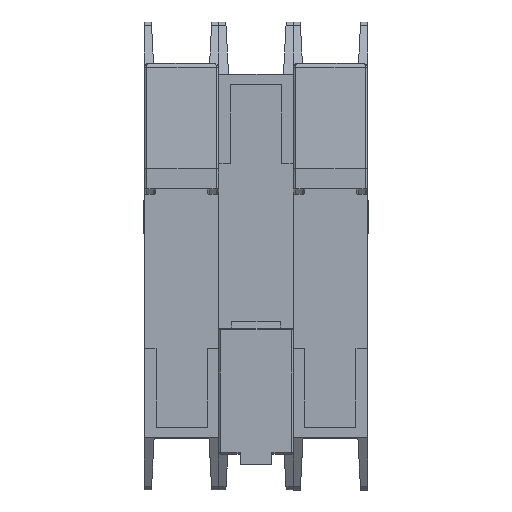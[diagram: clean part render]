
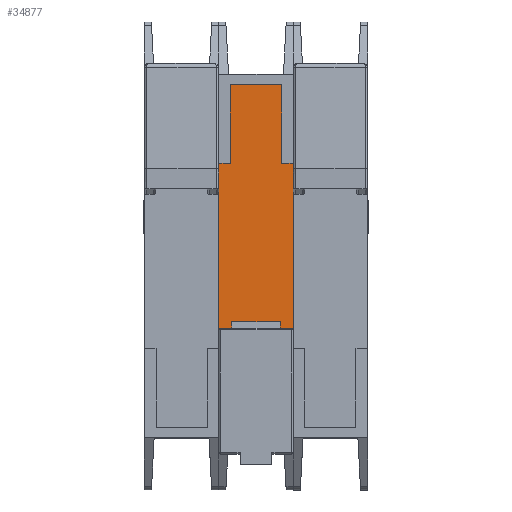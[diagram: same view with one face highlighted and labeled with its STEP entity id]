
A CAD part, front view. The second image highlights one B-rep face of the part: STEP entity #34877.
In plain terms, the highlighted planar face has unit normal (0, -1, 0).
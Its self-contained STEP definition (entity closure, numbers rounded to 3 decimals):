
#374 = VECTOR ( 'NONE', #17266, 1000. ) ;
#1285 = VECTOR ( 'NONE', #12238, 1000. ) ;
#1511 = CARTESIAN_POINT ( 'NONE',  ( -8.75, -30.432, -21.644 ) ) ;
#1840 = CARTESIAN_POINT ( 'NONE',  ( 6., -30.432, -40.144 ) ) ;
#3095 = VERTEX_POINT ( 'NONE', #37448 ) ;
#3367 = CARTESIAN_POINT ( 'NONE',  ( 6., -30.432, 21.856 ) ) ;
#3403 = VECTOR ( 'NONE', #8441, 1000. ) ;
#3757 = VECTOR ( 'NONE', #14061, 1000. ) ;
#4127 = DIRECTION ( 'NONE',  ( -1., 0., 0. ) ) ;
#5158 = ORIENTED_EDGE ( 'NONE', *, *, #29425, .F. ) ;
#6312 = VERTEX_POINT ( 'NONE', #3367 ) ;
#6809 = VERTEX_POINT ( 'NONE', #27226 ) ;
#8041 = VERTEX_POINT ( 'NONE', #22831 ) ;
#8051 = DIRECTION ( 'NONE',  ( 0., 0., -1. ) ) ;
#8184 = DIRECTION ( 'NONE',  ( 0., 0., -1. ) ) ;
#8243 = CARTESIAN_POINT ( 'NONE',  ( 6., -30.432, -21.644 ) ) ;
#8441 = DIRECTION ( 'NONE',  ( 0., 0., -1. ) ) ;
#8751 = FACE_OUTER_BOUND ( 'NONE', #15816, .T. ) ;
#8880 = ORIENTED_EDGE ( 'NONE', *, *, #15135, .F. ) ;
#9114 = CARTESIAN_POINT ( 'NONE',  ( 6., -30.432, -40.144 ) ) ;
#10180 = EDGE_CURVE ( 'NONE', #21598, #6312, #20499, .T. ) ;
#11291 = ORIENTED_EDGE ( 'NONE', *, *, #35872, .T. ) ;
#11435 = ORIENTED_EDGE ( 'NONE', *, *, #31298, .T. ) ;
#11528 = VERTEX_POINT ( 'NONE', #33575 ) ;
#11674 = CARTESIAN_POINT ( 'NONE',  ( -8.75, -30.432, 21.856 ) ) ;
#11894 = CARTESIAN_POINT ( 'NONE',  ( 8.75, -30.432, 21.856 ) ) ;
#12238 = DIRECTION ( 'NONE',  ( -1., 0., 0. ) ) ;
#12334 = EDGE_CURVE ( 'NONE', #33314, #32799, #34501, .T. ) ;
#12343 = CARTESIAN_POINT ( 'NONE',  ( 6., -30.432, 40.356 ) ) ;
#12754 = VERTEX_POINT ( 'NONE', #21300 ) ;
#13094 = LINE ( 'NONE', #39403, #1285 ) ;
#14061 = DIRECTION ( 'NONE',  ( 0., 0., -1. ) ) ;
#14230 = VECTOR ( 'NONE', #14765, 1000. ) ;
#14477 = DIRECTION ( 'NONE',  ( -1., 0., 0. ) ) ;
#14572 = DIRECTION ( 'NONE',  ( 0., 1., 0. ) ) ;
#14765 = DIRECTION ( 'NONE',  ( -1., 0., 0. ) ) ;
#14776 = CARTESIAN_POINT ( 'NONE',  ( 8.75, -30.432, 21.856 ) ) ;
#15135 = EDGE_CURVE ( 'NONE', #6809, #41278, #28479, .T. ) ;
#15337 = ORIENTED_EDGE ( 'NONE', *, *, #10180, .F. ) ;
#15611 = VERTEX_POINT ( 'NONE', #36623 ) ;
#15675 = DIRECTION ( 'NONE',  ( 0., 0., -1. ) ) ;
#15747 = ORIENTED_EDGE ( 'NONE', *, *, #12334, .T. ) ;
#15816 = EDGE_LOOP ( 'NONE', ( #15747, #40547, #38620, #36435, #8880, #5158, #19005, #11435, #15337, #22009, #11291, #32300 ) ) ;
#16603 = VECTOR ( 'NONE', #28010, 1000. ) ;
#17266 = DIRECTION ( 'NONE',  ( -1., 0., 0. ) ) ;
#18087 = LINE ( 'NONE', #21328, #16603 ) ;
#18193 = LINE ( 'NONE', #1840, #14230 ) ;
#19005 = ORIENTED_EDGE ( 'NONE', *, *, #19954, .F. ) ;
#19096 = CARTESIAN_POINT ( 'NONE',  ( -6., -30.432, 40.356 ) ) ;
#19954 = EDGE_CURVE ( 'NONE', #26028, #11528, #28777, .T. ) ;
#20100 = VECTOR ( 'NONE', #14477, 1000. ) ;
#20499 = LINE ( 'NONE', #27206, #3757 ) ;
#20943 = LINE ( 'NONE', #11894, #20100 ) ;
#21300 = CARTESIAN_POINT ( 'NONE',  ( -6., -30.432, 21.856 ) ) ;
#21328 = CARTESIAN_POINT ( 'NONE',  ( 8.75, -30.432, -21.644 ) ) ;
#21598 = VERTEX_POINT ( 'NONE', #12343 ) ;
#22009 = ORIENTED_EDGE ( 'NONE', *, *, #22700, .T. ) ;
#22270 = VECTOR ( 'NONE', #4127, 1000. ) ;
#22700 = EDGE_CURVE ( 'NONE', #21598, #15611, #30639, .T. ) ;
#22831 = CARTESIAN_POINT ( 'NONE',  ( -6., -30.432, -40.144 ) ) ;
#24585 = LINE ( 'NONE', #19096, #26209 ) ;
#24915 = PLANE ( 'NONE',  #35047 ) ;
#25404 = VECTOR ( 'NONE', #15675, 1000. ) ;
#26028 = VERTEX_POINT ( 'NONE', #34400 ) ;
#26209 = VECTOR ( 'NONE', #8184, 1000. ) ;
#26244 = CARTESIAN_POINT ( 'NONE',  ( -6., -30.432, -21.644 ) ) ;
#27206 = CARTESIAN_POINT ( 'NONE',  ( 6., -30.432, 40.356 ) ) ;
#27218 = VECTOR ( 'NONE', #31817, 1000. ) ;
#27226 = CARTESIAN_POINT ( 'NONE',  ( 6., -30.432, -21.644 ) ) ;
#28010 = DIRECTION ( 'NONE',  ( -1., 0., 0. ) ) ;
#28479 = LINE ( 'NONE', #8243, #31619 ) ;
#28777 = LINE ( 'NONE', #41318, #27218 ) ;
#29425 = EDGE_CURVE ( 'NONE', #11528, #6809, #18087, .T. ) ;
#30639 = LINE ( 'NONE', #33663, #22270 ) ;
#31298 = EDGE_CURVE ( 'NONE', #26028, #6312, #20943, .T. ) ;
#31619 = VECTOR ( 'NONE', #8051, 1000. ) ;
#31817 = DIRECTION ( 'NONE',  ( 0., 0., -1. ) ) ;
#32300 = ORIENTED_EDGE ( 'NONE', *, *, #33291, .T. ) ;
#32799 = VERTEX_POINT ( 'NONE', #1511 ) ;
#33236 = CARTESIAN_POINT ( 'NONE',  ( 8.75, -30.432, 21.856 ) ) ;
#33291 = EDGE_CURVE ( 'NONE', #12754, #33314, #33448, .T. ) ;
#33314 = VERTEX_POINT ( 'NONE', #39938 ) ;
#33448 = LINE ( 'NONE', #33236, #374 ) ;
#33575 = CARTESIAN_POINT ( 'NONE',  ( 8.75, -30.432, -21.644 ) ) ;
#33663 = CARTESIAN_POINT ( 'NONE',  ( 6., -30.432, 40.356 ) ) ;
#34400 = CARTESIAN_POINT ( 'NONE',  ( 8.75, -30.432, 21.856 ) ) ;
#34501 = LINE ( 'NONE', #11674, #3403 ) ;
#34671 = EDGE_CURVE ( 'NONE', #3095, #8041, #36154, .T. ) ;
#34817 = DIRECTION ( 'NONE',  ( 0., 0., 1. ) ) ;
#34877 = ADVANCED_FACE ( 'NONE', ( #8751 ), #24915, .F. ) ;
#35047 = AXIS2_PLACEMENT_3D ( 'NONE', #14776, #14572, #34817 ) ;
#35872 = EDGE_CURVE ( 'NONE', #15611, #12754, #24585, .T. ) ;
#36154 = LINE ( 'NONE', #26244, #25404 ) ;
#36435 = ORIENTED_EDGE ( 'NONE', *, *, #41019, .F. ) ;
#36623 = CARTESIAN_POINT ( 'NONE',  ( -6., -30.432, 40.356 ) ) ;
#37448 = CARTESIAN_POINT ( 'NONE',  ( -6., -30.432, -21.644 ) ) ;
#38620 = ORIENTED_EDGE ( 'NONE', *, *, #34671, .T. ) ;
#39403 = CARTESIAN_POINT ( 'NONE',  ( 8.75, -30.432, -21.644 ) ) ;
#39938 = CARTESIAN_POINT ( 'NONE',  ( -8.75, -30.432, 21.856 ) ) ;
#40547 = ORIENTED_EDGE ( 'NONE', *, *, #41574, .F. ) ;
#41019 = EDGE_CURVE ( 'NONE', #41278, #8041, #18193, .T. ) ;
#41278 = VERTEX_POINT ( 'NONE', #9114 ) ;
#41318 = CARTESIAN_POINT ( 'NONE',  ( 8.75, -30.432, 21.856 ) ) ;
#41574 = EDGE_CURVE ( 'NONE', #3095, #32799, #13094, .T. ) ;
